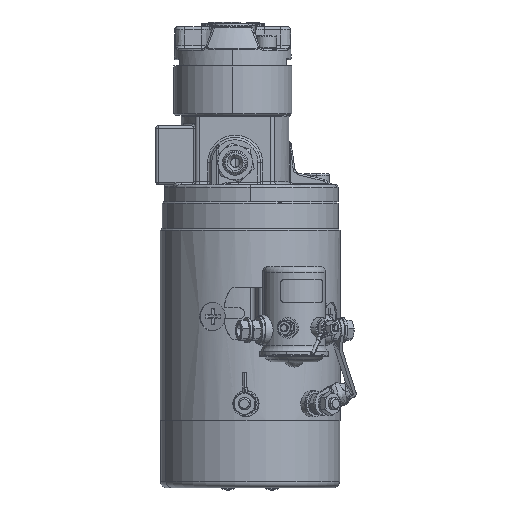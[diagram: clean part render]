
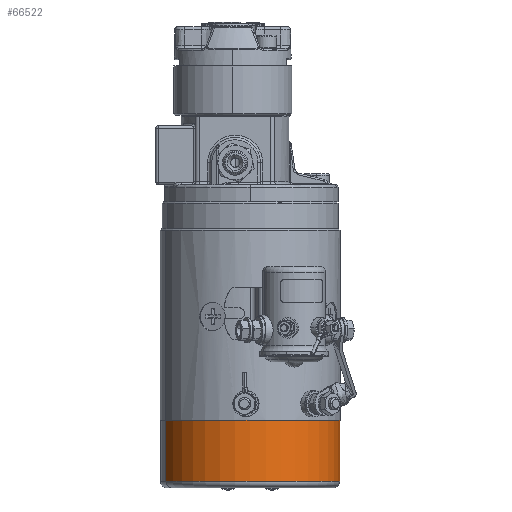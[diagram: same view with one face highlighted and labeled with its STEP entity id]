
A CAD part, left-side view. The second image highlights one B-rep face of the part: STEP entity #66522.
In plain terms, the highlighted cylindrical face has radius 57 mm (diameter 114 mm), a partial arc.
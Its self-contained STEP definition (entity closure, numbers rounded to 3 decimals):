
#2224 = AXIS2_PLACEMENT_3D ( 'NONE', #14392, #60861, #21031 ) ;
#2374 = EDGE_CURVE ( 'NONE', #17376, #56555, #83573, .T. ) ;
#3263 = FACE_OUTER_BOUND ( 'NONE', #9376, .T. ) ;
#6784 = VERTEX_POINT ( 'NONE', #38341 ) ;
#7472 = CIRCLE ( 'NONE', #43910, 57. ) ;
#8122 = DIRECTION ( 'NONE',  ( 0., 0., 1. ) ) ;
#8463 = EDGE_CURVE ( 'NONE', #6784, #17376, #75731, .T. ) ;
#9376 = EDGE_LOOP ( 'NONE', ( #41155, #37773, #20551, #42445 ) ) ;
#10074 = CARTESIAN_POINT ( 'NONE',  ( -19.495, 53.562, -139. ) ) ;
#14392 = CARTESIAN_POINT ( 'NONE',  ( 0., 0., -139. ) ) ;
#17376 = VERTEX_POINT ( 'NONE', #10074 ) ;
#20551 = ORIENTED_EDGE ( 'NONE', *, *, #2374, .F. ) ;
#21031 = DIRECTION ( 'NONE',  ( -0.342, 0.94, 0. ) ) ;
#24495 = EDGE_CURVE ( 'NONE', #80620, #56555, #85384, .T. ) ;
#28065 = CARTESIAN_POINT ( 'NONE',  ( 0., 0., 68.802 ) ) ;
#33741 = CARTESIAN_POINT ( 'NONE',  ( -19.495, 53.562, 68.802 ) ) ;
#34542 = CARTESIAN_POINT ( 'NONE',  ( 19.495, -53.562, 68.802 ) ) ;
#37773 = ORIENTED_EDGE ( 'NONE', *, *, #24495, .T. ) ;
#38120 = CARTESIAN_POINT ( 'NONE',  ( 0., 0., -178. ) ) ;
#38341 = CARTESIAN_POINT ( 'NONE',  ( -19.495, 53.562, -178. ) ) ;
#40037 = CARTESIAN_POINT ( 'NONE',  ( 19.495, -53.562, -139. ) ) ;
#40217 = DIRECTION ( 'NONE',  ( 0., 0., 1. ) ) ;
#40512 = VECTOR ( 'NONE', #40217, 1000. ) ;
#41155 = ORIENTED_EDGE ( 'NONE', *, *, #64650, .T. ) ;
#42445 = ORIENTED_EDGE ( 'NONE', *, *, #8463, .F. ) ;
#43910 = AXIS2_PLACEMENT_3D ( 'NONE', #38120, #84497, #44827 ) ;
#44827 = DIRECTION ( 'NONE',  ( -0.342, 0.94, 0. ) ) ;
#54196 = CYLINDRICAL_SURFACE ( 'NONE', #69533, 57. ) ;
#56555 = VERTEX_POINT ( 'NONE', #40037 ) ;
#60861 = DIRECTION ( 'NONE',  ( 0., 0., 1. ) ) ;
#64650 = EDGE_CURVE ( 'NONE', #6784, #80620, #7472, .T. ) ;
#65690 = VECTOR ( 'NONE', #67690, 1000. ) ;
#66522 = ADVANCED_FACE ( 'NONE', ( #3263 ), #54196, .T. ) ;
#67690 = DIRECTION ( 'NONE',  ( 0., 0., 1. ) ) ;
#69533 = AXIS2_PLACEMENT_3D ( 'NONE', #28065, #8122, #74526 ) ;
#70513 = CARTESIAN_POINT ( 'NONE',  ( 19.495, -53.562, -178. ) ) ;
#74526 = DIRECTION ( 'NONE',  ( -0.342, 0.94, 0. ) ) ;
#75731 = LINE ( 'NONE', #33741, #40512 ) ;
#80620 = VERTEX_POINT ( 'NONE', #70513 ) ;
#83573 = CIRCLE ( 'NONE', #2224, 57. ) ;
#84497 = DIRECTION ( 'NONE',  ( 0., 0., 1. ) ) ;
#85384 = LINE ( 'NONE', #34542, #65690 ) ;
